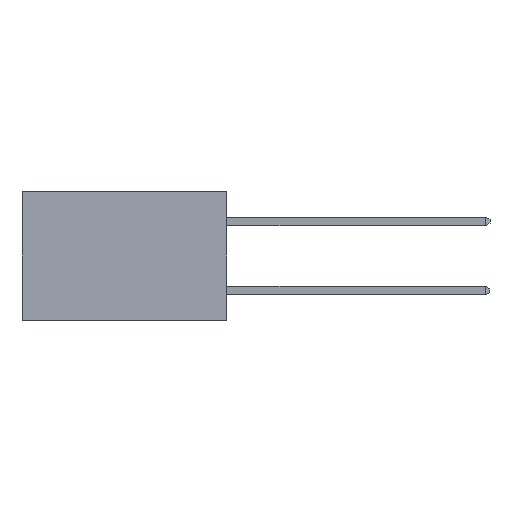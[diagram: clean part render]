
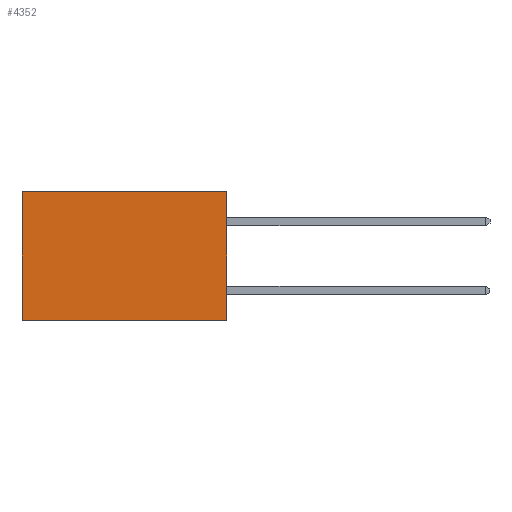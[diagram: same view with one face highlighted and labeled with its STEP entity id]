
A CAD part, left-side view. The second image highlights one B-rep face of the part: STEP entity #4352.
In plain terms, the highlighted planar face has unit normal (-1, 0, 0).
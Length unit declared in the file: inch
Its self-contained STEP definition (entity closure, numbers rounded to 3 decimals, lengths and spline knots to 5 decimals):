
#96 = VERTEX_POINT ( 'NONE', #1356 ) ;
#276 = LINE ( 'NONE', #6581, #2105 ) ;
#1145 = VERTEX_POINT ( 'NONE', #4682 ) ;
#1252 = LINE ( 'NONE', #3180, #1454 ) ;
#1310 = EDGE_CURVE ( 'NONE', #4759, #2943, #276, .T. ) ;
#1356 = CARTESIAN_POINT ( 'NONE',  ( 0.277, 0., -0.37 ) ) ;
#1454 = VECTOR ( 'NONE', #3398, 39.37008 ) ;
#1469 = EDGE_CURVE ( 'NONE', #96, #2943, #4377, .T. ) ;
#1671 = DIRECTION ( 'NONE',  ( 0., 0., -1. ) ) ;
#2060 = CARTESIAN_POINT ( 'NONE',  ( 0.277, 0.59, 0. ) ) ;
#2105 = VECTOR ( 'NONE', #1671, 39.37008 ) ;
#2943 = VERTEX_POINT ( 'NONE', #3521 ) ;
#3106 = ORIENTED_EDGE ( 'NONE', *, *, #1469, .F. ) ;
#3180 = CARTESIAN_POINT ( 'NONE',  ( 0.277, 0., 0. ) ) ;
#3398 = DIRECTION ( 'NONE',  ( 0., 1., 0. ) ) ;
#3521 = CARTESIAN_POINT ( 'NONE',  ( 0.277, 0.59, -0.37 ) ) ;
#3844 = EDGE_CURVE ( 'NONE', #1145, #4759, #1252, .T. ) ;
#4352 = ADVANCED_FACE ( 'NONE', ( #5715 ), #5109, .F. ) ;
#4377 = LINE ( 'NONE', #7694, #7315 ) ;
#4682 = CARTESIAN_POINT ( 'NONE',  ( 0.277, 0., 0. ) ) ;
#4759 = VERTEX_POINT ( 'NONE', #2060 ) ;
#5032 = EDGE_LOOP ( 'NONE', ( #6481, #3106, #7870, #7307 ) ) ;
#5069 = DIRECTION ( 'NONE',  ( 0., 0., -1. ) ) ;
#5087 = DIRECTION ( 'NONE',  ( 1., 0., 0. ) ) ;
#5097 = CARTESIAN_POINT ( 'NONE',  ( 0.277, 0., -0.37 ) ) ;
#5109 = PLANE ( 'NONE',  #5170 ) ;
#5170 = AXIS2_PLACEMENT_3D ( 'NONE', #5097, #5087, #5069 ) ;
#5549 = DIRECTION ( 'NONE',  ( 0., 0., -1. ) ) ;
#5550 = DIRECTION ( 'NONE',  ( 0., 1., 0. ) ) ;
#5599 = CARTESIAN_POINT ( 'NONE',  ( 0.277, 0., -0.37 ) ) ;
#5680 = EDGE_CURVE ( 'NONE', #1145, #96, #6095, .T. ) ;
#5715 = FACE_OUTER_BOUND ( 'NONE', #5032, .T. ) ;
#6095 = LINE ( 'NONE', #5599, #7472 ) ;
#6481 = ORIENTED_EDGE ( 'NONE', *, *, #1310, .T. ) ;
#6581 = CARTESIAN_POINT ( 'NONE',  ( 0.277, 0.59, -0.37 ) ) ;
#7307 = ORIENTED_EDGE ( 'NONE', *, *, #3844, .T. ) ;
#7315 = VECTOR ( 'NONE', #5550, 39.37008 ) ;
#7472 = VECTOR ( 'NONE', #5549, 39.37008 ) ;
#7694 = CARTESIAN_POINT ( 'NONE',  ( 0.277, 0., -0.37 ) ) ;
#7870 = ORIENTED_EDGE ( 'NONE', *, *, #5680, .F. ) ;
